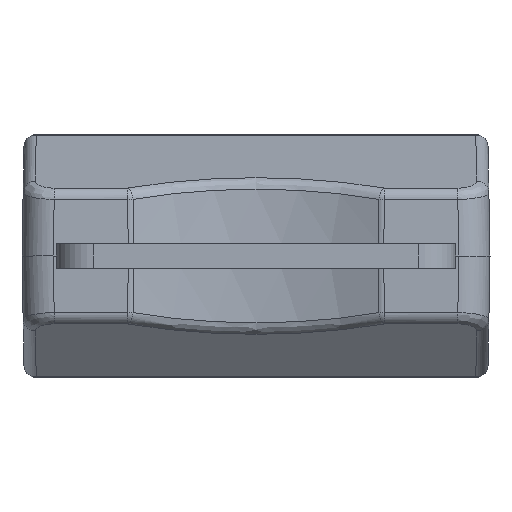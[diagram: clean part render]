
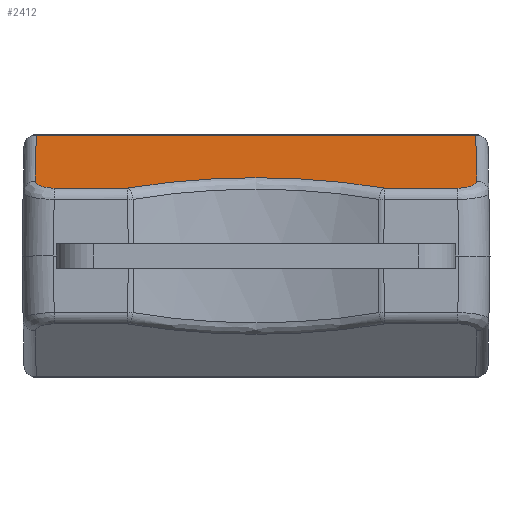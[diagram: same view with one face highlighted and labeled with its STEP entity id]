
A CAD part, left-side view. The second image highlights one B-rep face of the part: STEP entity #2412.
In plain terms, the highlighted planar face has unit normal (-0.344, 0, 0.939).
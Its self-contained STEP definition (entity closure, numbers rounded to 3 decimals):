
#105=DIRECTION('',(0.939,0.006,0.344));
#106=VECTOR('',#105,5.428);
#107=CARTESIAN_POINT('',(11.929,-8.981,3.549));
#108=LINE('',#107,#106);
#109=CARTESIAN_POINT('',(11.155,-8.216,3.266));
#110=CARTESIAN_POINT('',(11.155,-8.272,3.266));
#111=CARTESIAN_POINT('',(11.167,-8.382,3.27));
#112=CARTESIAN_POINT('',(11.221,-8.542,3.29));
#113=CARTESIAN_POINT('',(11.309,-8.687,3.322));
#114=CARTESIAN_POINT('',(11.428,-8.809,3.366));
#115=CARTESIAN_POINT('',(11.571,-8.903,3.418));
#116=CARTESIAN_POINT('',(11.739,-8.965,3.479));
#117=CARTESIAN_POINT('',(11.863,-8.981,3.525));
#118=CARTESIAN_POINT('',(11.929,-8.981,3.549));
#120=DIRECTION('',(0.,1.,0.));
#121=VECTOR('',#120,3.);
#122=CARTESIAN_POINT('',(11.155,-8.216,3.266));
#123=LINE('',#122,#121);
#124=CARTESIAN_POINT('',(11.929,8.981,3.549));
#125=CARTESIAN_POINT('',(11.866,8.981,3.526));
#126=CARTESIAN_POINT('',(11.746,8.967,3.482));
#127=CARTESIAN_POINT('',(11.583,8.909,3.422));
#128=CARTESIAN_POINT('',(11.437,8.816,3.369));
#129=CARTESIAN_POINT('',(11.316,8.695,3.324));
#130=CARTESIAN_POINT('',(11.225,8.55,3.291));
#131=CARTESIAN_POINT('',(11.168,8.39,3.271));
#132=CARTESIAN_POINT('',(11.155,8.275,3.266));
#133=CARTESIAN_POINT('',(11.155,8.216,3.266));
#135=DIRECTION('',(-0.939,0.006,-0.344));
#136=VECTOR('',#135,5.428);
#137=CARTESIAN_POINT('',(17.027,8.948,5.415));
#138=LINE('',#137,#136);
#139=DIRECTION('',(0.,-1.,0.));
#140=VECTOR('',#139,17.896);
#141=CARTESIAN_POINT('',(17.027,8.948,5.415));
#142=LINE('',#141,#140);
#156=CARTESIAN_POINT('',(11.155,-8.216,3.266));
#377=CARTESIAN_POINT('',(11.155,8.216,3.266));
#392=DIRECTION('',(0.,-1.,0.));
#393=VECTOR('',#392,3.);
#394=CARTESIAN_POINT('',(11.155,8.216,3.266));
#395=LINE('',#394,#393);
#1802=CARTESIAN_POINT('',(11.155,-5.215,3.266));
#1803=CARTESIAN_POINT('',(11.408,-4.669,3.358));
#1804=CARTESIAN_POINT('',(11.83,-3.553,3.513));
#1805=CARTESIAN_POINT('',(12.218,-1.794,3.655));
#1806=CARTESIAN_POINT('',(12.348,0.,
3.702));
#1807=CARTESIAN_POINT('',(12.218,1.794,3.655));
#1808=CARTESIAN_POINT('',(11.83,3.553,3.513));
#1809=CARTESIAN_POINT('',(11.408,4.669,3.358));
#1810=CARTESIAN_POINT('',(11.155,5.215,3.266));
#1863=VERTEX_POINT('',#1802);
#1864=VERTEX_POINT('',#1810);
#1998=CARTESIAN_POINT('',(17.027,-8.948,5.415));
#1999=VERTEX_POINT('',#1998);
#2000=CARTESIAN_POINT('',(11.929,-8.981,3.549));
#2001=VERTEX_POINT('',#2000);
#2005=VERTEX_POINT('',#156);
#2028=VERTEX_POINT('',#377);
#2031=VERTEX_POINT('',#124);
#2032=CARTESIAN_POINT('',(17.027,8.948,5.415));
#2033=VERTEX_POINT('',#2032);
#2391=CARTESIAN_POINT('',(10.795,-9.525,3.134));
#2392=DIRECTION('',(-0.344,0.,0.939));
#2393=DIRECTION('',(0.,1.,0.));
#2394=AXIS2_PLACEMENT_3D('',#2391,#2392,#2393);
#2395=PLANE('',#2394);
#2396=ORIENTED_EDGE('',*,*,#2381,.F.);
#2398=ORIENTED_EDGE('',*,*,#2397,.F.);
#2400=ORIENTED_EDGE('',*,*,#2399,.T.);
#2402=ORIENTED_EDGE('',*,*,#2401,.T.);
#2404=ORIENTED_EDGE('',*,*,#2403,.F.);
#2406=ORIENTED_EDGE('',*,*,#2405,.F.);
#2408=ORIENTED_EDGE('',*,*,#2407,.F.);
#2409=ORIENTED_EDGE('',*,*,#2357,.T.);
#2410=EDGE_LOOP('',(#2396,#2398,#2400,#2402,#2404,#2406,#2408,#2409));
#2411=FACE_OUTER_BOUND('',#2410,.F.);
#2412=ADVANCED_FACE('',(#2411),#2395,.T.);
#119=B_SPLINE_CURVE_WITH_KNOTS('',3,(#109,#110,#111,#112,#113,#114,#115,#116,
#117,#118),.UNSPECIFIED.,.F.,.F.,(4,1,1,1,1,1,1,4),(0.,0.143,
0.286,0.429,0.571,0.714,
0.857,1.),.UNSPECIFIED.);
#134=B_SPLINE_CURVE_WITH_KNOTS('',3,(#124,#125,#126,#127,#128,#129,#130,#131,
#132,#133),.UNSPECIFIED.,.F.,.F.,(4,1,1,1,1,1,1,4),(0.,0.143,
0.286,0.429,0.571,0.714,
0.857,1.),.UNSPECIFIED.);
#1811=B_SPLINE_CURVE_WITH_KNOTS('',3,(#1802,#1803,#1804,#1805,#1806,#1807,#1808,
#1809,#1810),.UNSPECIFIED.,.F.,.F.,(4,1,1,1,1,1,4),(0.,0.167,
0.333,0.5,0.667,0.833,1.),
.UNSPECIFIED.);
#2357=EDGE_CURVE('',#2033,#1999,#142,.T.);
#2381=EDGE_CURVE('',#2001,#1999,#108,.T.);
#2397=EDGE_CURVE('',#2005,#2001,#119,.T.);
#2399=EDGE_CURVE('',#2005,#1863,#123,.T.);
#2401=EDGE_CURVE('',#1863,#1864,#1811,.T.);
#2403=EDGE_CURVE('',#2028,#1864,#395,.T.);
#2405=EDGE_CURVE('',#2031,#2028,#134,.T.);
#2407=EDGE_CURVE('',#2033,#2031,#138,.T.);
